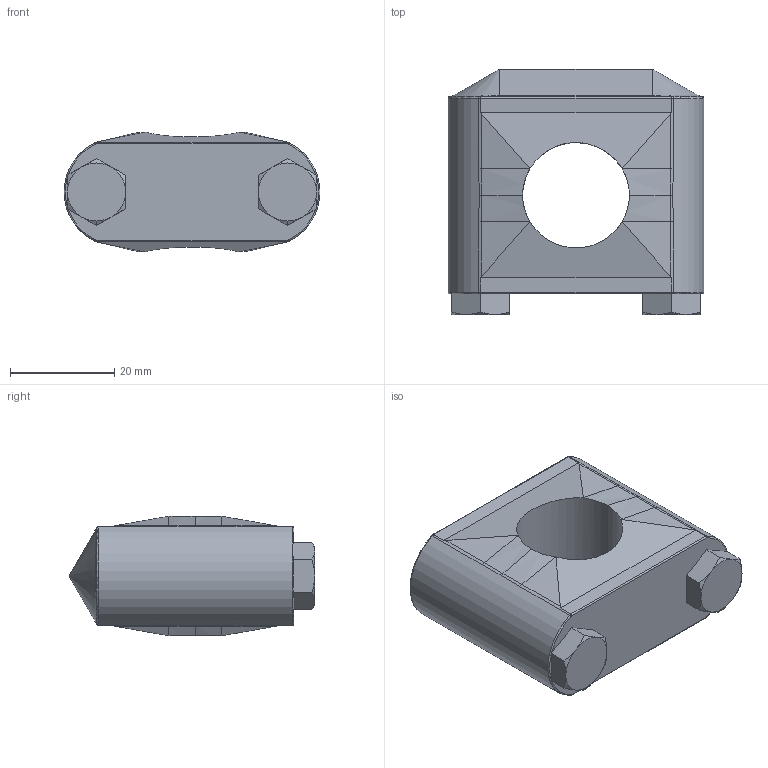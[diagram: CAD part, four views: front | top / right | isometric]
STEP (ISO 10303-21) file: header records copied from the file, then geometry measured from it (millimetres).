
FILE_DESCRIPTION (( 'STEP AP214' ), '1' );
FILE_NAME ('CSDBM0.50P304ZP.STEP', '2023-05-26T08:26:33', ( '' ), ( '' ), 'SwSTEP 2.0', 'SolidWorks 2018', '' );
FILE_SCHEMA (( 'AUTOMOTIVE_DESIGN' ));
Length unit declared in the file: inch
Products named in the file (1): CSDBM0.50P304ZP
Bounding box: 48.94 x 46.92 x 22.86 mm (x, y, z)
Volume: 30486.8 mm3; surface area: 7487.8 mm2
Topology: 1 solids, 1 shells, 114 faces, 268 edges, 154 vertices
Faces by surface type: plane 39, bspline 26, cylinder 19, cone 16, torus 12, sphere 2
Entity records: 4120 total; most frequent: CARTESIAN_POINT 1777, ORIENTED_EDGE 536, DIRECTION 398, EDGE_CURVE 268, VERTEX_POINT 154, AXIS2_PLACEMENT_3D 149, FACE_OUTER_BOUND 114, EDGE_LOOP 114
